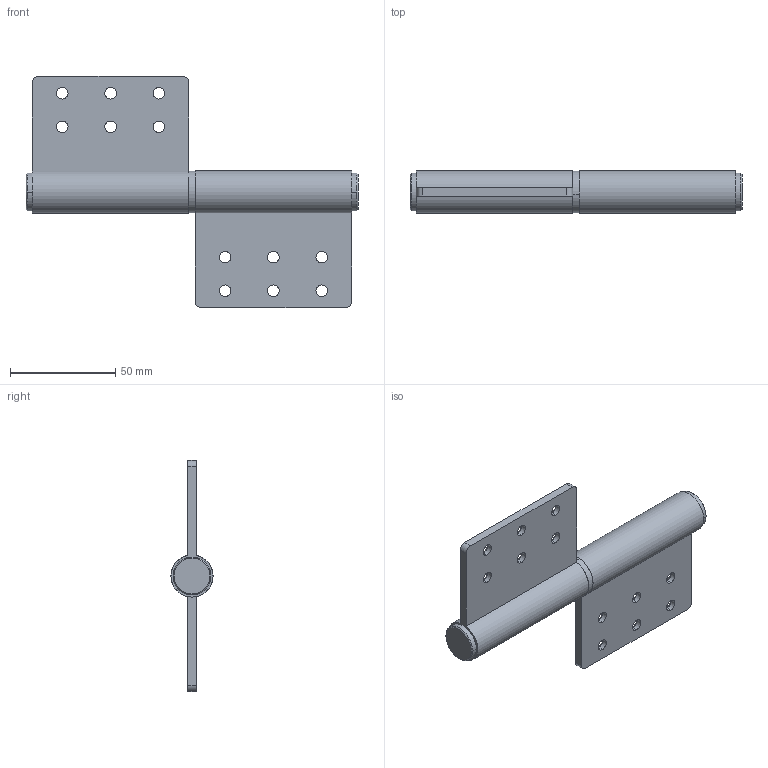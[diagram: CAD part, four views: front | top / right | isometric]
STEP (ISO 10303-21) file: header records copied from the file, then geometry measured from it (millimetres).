
FILE_DESCRIPTION (( 'STEP AP203' ), '1' );
FILE_NAME ('B-1519-0-L.STEP', '2008-12-08T06:52:05', ( ' ' ), ( ' ' ), 'SwSTEP 2.0', 'SolidWorks 2007', '' );
FILE_SCHEMA (( 'CONFIG_CONTROL_DESIGN' ));
Length unit declared in the file: millimetre
Products named in the file (5): B-1519-0僉儍僢僾_棉太倌; B-1519-0-L; B-1519-0儚僢僔儍-__棉太倌; B-1519-0僔儍僼僩-_棉太倌; B-1519-0僸儞僕-_棉太倌
Assembly tree (6 placements, depth 2):
  B-1519-0-L
    B-1519-0僉儍僢僾_棉太倌  x2
    B-1519-0僔儍僼僩-_棉太倌
    B-1519-0儚僢僔儍-__棉太倌
    B-1519-0僸儞僕-_棉太倌  x2
Bounding box: 158 x 20 x 110 mm (x, y, z)
Volume: 73220.7 mm3; surface area: 37506.7 mm2
Topology: 6 solids, 6 shells, 98 faces, 222 edges, 138 vertices
Faces by surface type: cylinder 48, cone 28, plane 20, torus 2
Entity records: 2159 total; most frequent: DIRECTION 322, CARTESIAN_POINT 262, ORIENTED_EDGE 244, AXIS2_PLACEMENT_3D 136, EDGE_CURVE 122, VERTEX_POINT 76, EDGE_LOOP 72, CIRCLE 72
